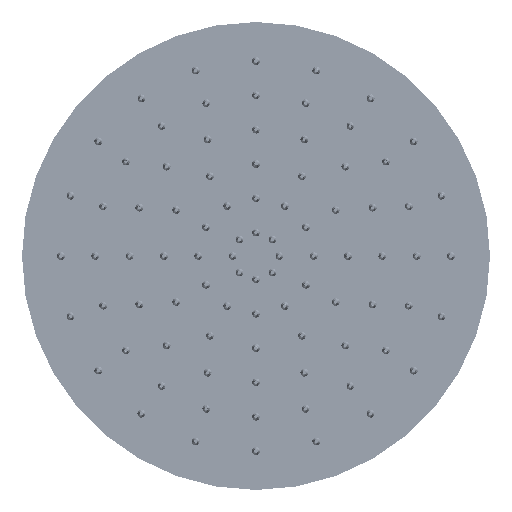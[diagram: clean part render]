
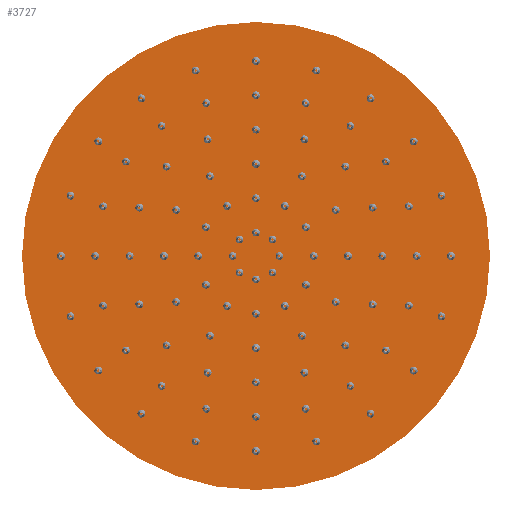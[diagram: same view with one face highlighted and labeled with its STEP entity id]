
A CAD part, front view. The second image highlights one B-rep face of the part: STEP entity #3727.
In plain terms, the highlighted planar face has unit normal (0, -1, 0).
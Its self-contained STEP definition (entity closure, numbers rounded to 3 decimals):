
#211 = DIRECTION ( 'NONE',  ( 0., -1., 0. ) ) ;
#3727 = ADVANCED_FACE ( 'NONE', ( #120799 ), #61960, .F. ) ;
#5044 = CARTESIAN_POINT ( 'NONE',  ( -44.452, -102.555, 179.65 ) ) ;
#10095 = CARTESIAN_POINT ( 'NONE',  ( -44.452, -102.555, 179.65 ) ) ;
#23203 = ORIENTED_EDGE ( 'NONE', *, *, #93827, .T. ) ;
#23232 = VERTEX_POINT ( 'NONE', #48623 ) ;
#26338 = ORIENTED_EDGE ( 'NONE', *, *, #55550, .T. ) ;
#37362 = DIRECTION ( 'NONE',  ( 0., 0., -1. ) ) ;
#39417 = CIRCLE ( 'NONE', #59227, 150. ) ;
#39967 = CIRCLE ( 'NONE', #91456, 150. ) ;
#43937 = EDGE_LOOP ( 'NONE', ( #23203, #26338 ) ) ;
#44638 = DIRECTION ( 'NONE',  ( 0., 0., 1. ) ) ;
#48623 = CARTESIAN_POINT ( 'NONE',  ( -44.452, -102.555, 329.65 ) ) ;
#55550 = EDGE_CURVE ( 'NONE', #23232, #91505, #39417, .T. ) ;
#58753 = AXIS2_PLACEMENT_3D ( 'NONE', #5044, #100355, #44638 ) ;
#59227 = AXIS2_PLACEMENT_3D ( 'NONE', #75651, #114031, #66950 ) ;
#61960 = PLANE ( 'NONE',  #58753 ) ;
#65458 = CARTESIAN_POINT ( 'NONE',  ( -44.452, -102.555, 29.65 ) ) ;
#66950 = DIRECTION ( 'NONE',  ( 0., 0., -1. ) ) ;
#75651 = CARTESIAN_POINT ( 'NONE',  ( -44.452, -102.555, 179.65 ) ) ;
#91456 = AXIS2_PLACEMENT_3D ( 'NONE', #10095, #211, #37362 ) ;
#91505 = VERTEX_POINT ( 'NONE', #65458 ) ;
#93827 = EDGE_CURVE ( 'NONE', #91505, #23232, #39967, .T. ) ;
#100355 = DIRECTION ( 'NONE',  ( 0., 1., 0. ) ) ;
#114031 = DIRECTION ( 'NONE',  ( 0., -1., 0. ) ) ;
#120799 = FACE_OUTER_BOUND ( 'NONE', #43937, .T. ) ;
